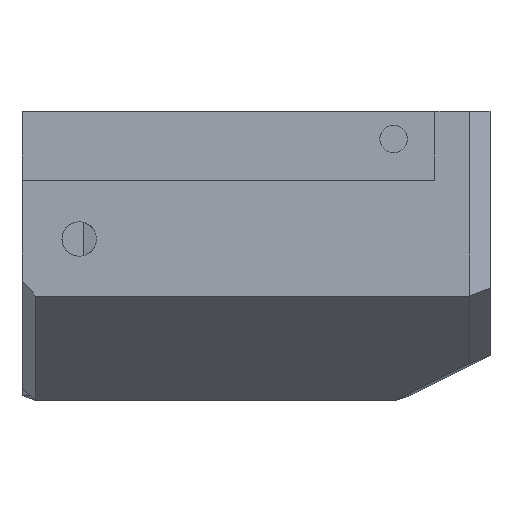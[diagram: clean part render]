
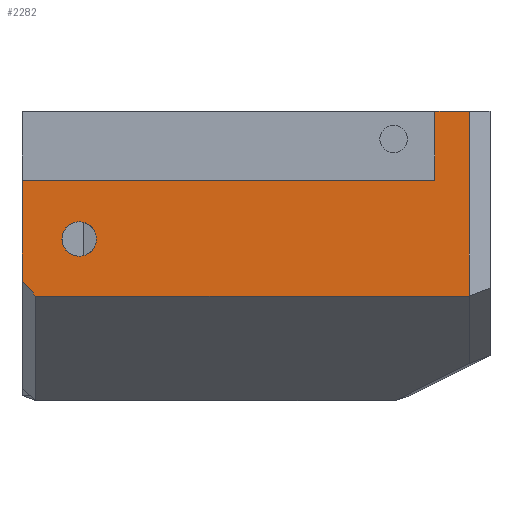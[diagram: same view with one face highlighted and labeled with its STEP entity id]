
A CAD part, front view. The second image highlights one B-rep face of the part: STEP entity #2282.
In plain terms, the highlighted planar face has unit normal (0, -1, 0).
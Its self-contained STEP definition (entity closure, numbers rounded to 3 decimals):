
#20=FACE_BOUND('',#335,.T.);
#55=CIRCLE('',#2424,1.25);
#203=FACE_OUTER_BOUND('',#334,.T.);
#334=EDGE_LOOP('',(#2020,#2021,#2022,#2023,#2024,#2025,#2026));
#335=EDGE_LOOP('',(#2027));
#469=LINE('',#3436,#741);
#546=LINE('',#3613,#818);
#555=LINE('',#3630,#827);
#603=LINE('',#3730,#875);
#605=LINE('',#3734,#877);
#607=LINE('',#3739,#879);
#608=LINE('',#3740,#880);
#741=VECTOR('',#2795,10.);
#818=VECTOR('',#2950,10.);
#827=VECTOR('',#2967,10.);
#875=VECTOR('',#3077,10.);
#877=VECTOR('',#3081,10.);
#879=VECTOR('',#3087,10.);
#880=VECTOR('',#3088,10.);
#1006=VERTEX_POINT('',#3433);
#1007=VERTEX_POINT('',#3435);
#1037=VERTEX_POINT('',#3511);
#1057=VERTEX_POINT('',#3575);
#1068=VERTEX_POINT('',#3610);
#1072=VERTEX_POINT('',#3629);
#1094=VERTEX_POINT('',#3732);
#1095=VERTEX_POINT('',#3738);
#1262=EDGE_CURVE('',#1006,#1007,#469,.T.);
#1329=EDGE_CURVE('',#1057,#1057,#55,.T.);
#1348=EDGE_CURVE('',#1068,#1037,#546,.T.);
#1357=EDGE_CURVE('',#1068,#1072,#555,.T.);
#1409=EDGE_CURVE('',#1006,#1072,#603,.T.);
#1411=EDGE_CURVE('',#1007,#1094,#605,.T.);
#1413=EDGE_CURVE('',#1094,#1095,#607,.T.);
#1414=EDGE_CURVE('',#1095,#1037,#608,.T.);
#2020=ORIENTED_EDGE('',*,*,#1413,.F.);
#2021=ORIENTED_EDGE('',*,*,#1411,.F.);
#2022=ORIENTED_EDGE('',*,*,#1262,.F.);
#2023=ORIENTED_EDGE('',*,*,#1409,.T.);
#2024=ORIENTED_EDGE('',*,*,#1357,.F.);
#2025=ORIENTED_EDGE('',*,*,#1348,.T.);
#2026=ORIENTED_EDGE('',*,*,#1414,.F.);
#2027=ORIENTED_EDGE('',*,*,#1329,.T.);
#2157=PLANE('',#2471);
#2282=ADVANCED_FACE('',(#203,#20),#2157,.T.);
#2424=AXIS2_PLACEMENT_3D('',#3576,#2914,#2915);
#2471=AXIS2_PLACEMENT_3D('',#3737,#3085,#3086);
#2795=DIRECTION('',(1.,0.,0.));
#2914=DIRECTION('center_axis',(0.,1.,0.));
#2915=DIRECTION('ref_axis',(0.,0.,-1.));
#2950=DIRECTION('',(1.,0.,0.));
#2967=DIRECTION('',(-0.655,0.,0.756));
#3077=DIRECTION('',(0.,0.,-1.));
#3081=DIRECTION('',(0.,0.,1.));
#3085=DIRECTION('center_axis',(0.,-1.,0.));
#3086=DIRECTION('ref_axis',(0.,0.,
-1.));
#3087=DIRECTION('',(1.,0.,0.));
#3088=DIRECTION('',(0.,0.,-1.));
#3433=CARTESIAN_POINT('',(15.5,-30.,-19.485));
#3435=CARTESIAN_POINT('',(45.5,-30.,-19.485));
#3436=CARTESIAN_POINT('',(15.5,-30.,-19.485));
#3511=CARTESIAN_POINT('',(48.,-30.,-27.902));
#3575=CARTESIAN_POINT('',(19.65,-30.,-22.502));
#3576=CARTESIAN_POINT('Origin',(19.65,-30.,-23.752));
#3610=CARTESIAN_POINT('',(16.5,-30.,-27.902));
#3613=CARTESIAN_POINT('',(45.5,-30.,-27.902));
#3629=CARTESIAN_POINT('',(15.5,-30.,-26.747));
#3630=CARTESIAN_POINT('',(12.734,-30.,-23.553));
#3730=CARTESIAN_POINT('',(15.5,-30.,-19.485));
#3732=CARTESIAN_POINT('',(45.5,-30.,-14.485));
#3734=CARTESIAN_POINT('',(45.5,-30.,10.515));
#3737=CARTESIAN_POINT('Origin',(45.5,-30.,10.515));
#3738=CARTESIAN_POINT('',(48.,-30.,-14.485));
#3739=CARTESIAN_POINT('',(39.,-30.,-14.485));
#3740=CARTESIAN_POINT('',(48.,-30.,2.39));
